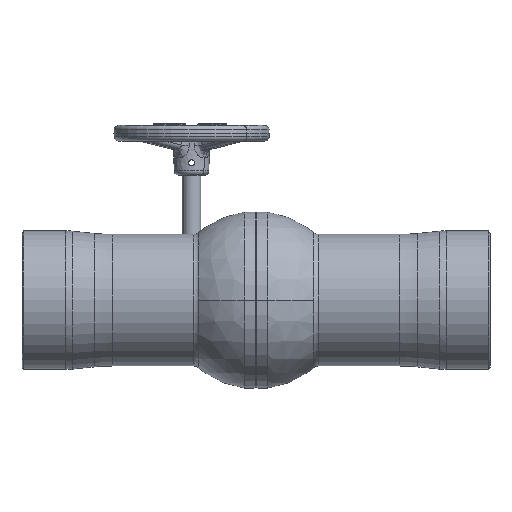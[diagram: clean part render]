
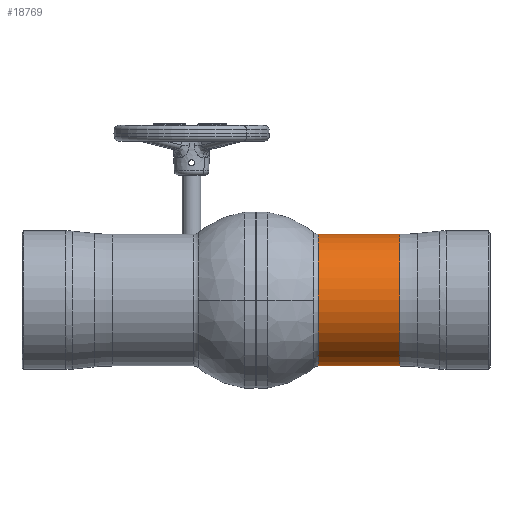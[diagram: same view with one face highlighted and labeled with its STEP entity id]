
A CAD part, front view. The second image highlights one B-rep face of the part: STEP entity #18769.
In plain terms, the highlighted cylindrical face has radius 42.2 mm (diameter 84.4 mm), a partial arc.
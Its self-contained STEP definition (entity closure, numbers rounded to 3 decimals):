
#161 = CARTESIAN_POINT ( 'NONE',  ( 40.047, 71.142, -42.2 ) ) ;
#224 = CARTESIAN_POINT ( 'NONE',  ( 185.507, 71.142, 0. ) ) ;
#718 = VERTEX_POINT ( 'NONE', #161 ) ;
#3833 = DIRECTION ( 'NONE',  ( 1., 0., 0. ) ) ;
#7073 = DIRECTION ( 'NONE',  ( 1., 0., 0. ) ) ;
#7352 = VECTOR ( 'NONE', #7436, 1000. ) ;
#7436 = DIRECTION ( 'NONE',  ( 1., 0., 0. ) ) ;
#10392 = CARTESIAN_POINT ( 'NONE',  ( 92., 71.142, 0. ) ) ;
#12244 = VERTEX_POINT ( 'NONE', #42139 ) ;
#13695 = CYLINDRICAL_SURFACE ( 'NONE', #18744, 42.2 ) ;
#13705 = VERTEX_POINT ( 'NONE', #24609 ) ;
#16507 = AXIS2_PLACEMENT_3D ( 'NONE', #31299, #24667, #38125 ) ;
#17920 = CIRCLE ( 'NONE', #16507, 42.2 ) ;
#18391 = ORIENTED_EDGE ( 'NONE', *, *, #31654, .F. ) ;
#18744 = AXIS2_PLACEMENT_3D ( 'NONE', #224, #27636, #37125 ) ;
#18769 = ADVANCED_FACE ( 'NONE', ( #37339 ), #13695, .T. ) ;
#20267 = LINE ( 'NONE', #43671, #7352 ) ;
#21457 = AXIS2_PLACEMENT_3D ( 'NONE', #10392, #7073, #34266 ) ;
#22439 = VECTOR ( 'NONE', #3833, 1000. ) ;
#24609 = CARTESIAN_POINT ( 'NONE',  ( 92., 71.142, 42.2 ) ) ;
#24667 = DIRECTION ( 'NONE',  ( 1., 0., 0. ) ) ;
#26925 = EDGE_CURVE ( 'NONE', #718, #42247, #41164, .T. ) ;
#27636 = DIRECTION ( 'NONE',  ( 1., 0., 0. ) ) ;
#28591 = EDGE_CURVE ( 'NONE', #12244, #718, #17920, .T. ) ;
#28885 = ORIENTED_EDGE ( 'NONE', *, *, #26925, .T. ) ;
#29211 = EDGE_CURVE ( 'NONE', #12244, #13705, #20267, .T. ) ;
#29532 = ORIENTED_EDGE ( 'NONE', *, *, #28591, .T. ) ;
#30630 = ORIENTED_EDGE ( 'NONE', *, *, #29211, .F. ) ;
#31299 = CARTESIAN_POINT ( 'NONE',  ( 40.047, 71.142, 0. ) ) ;
#31654 = EDGE_CURVE ( 'NONE', #13705, #42247, #40502, .T. ) ;
#34111 = CARTESIAN_POINT ( 'NONE',  ( 185.507, 71.142, -42.2 ) ) ;
#34266 = DIRECTION ( 'NONE',  ( 0., 0., 1. ) ) ;
#35984 = EDGE_LOOP ( 'NONE', ( #29532, #28885, #18391, #30630 ) ) ;
#37125 = DIRECTION ( 'NONE',  ( 0., 0., 1. ) ) ;
#37339 = FACE_OUTER_BOUND ( 'NONE', #35984, .T. ) ;
#38008 = CARTESIAN_POINT ( 'NONE',  ( 92., 71.142, -42.2 ) ) ;
#38125 = DIRECTION ( 'NONE',  ( 0., 0., 1. ) ) ;
#40502 = CIRCLE ( 'NONE', #21457, 42.2 ) ;
#41164 = LINE ( 'NONE', #34111, #22439 ) ;
#42139 = CARTESIAN_POINT ( 'NONE',  ( 40.047, 71.142, 42.2 ) ) ;
#42247 = VERTEX_POINT ( 'NONE', #38008 ) ;
#43671 = CARTESIAN_POINT ( 'NONE',  ( 185.507, 71.142, 42.2 ) ) ;
